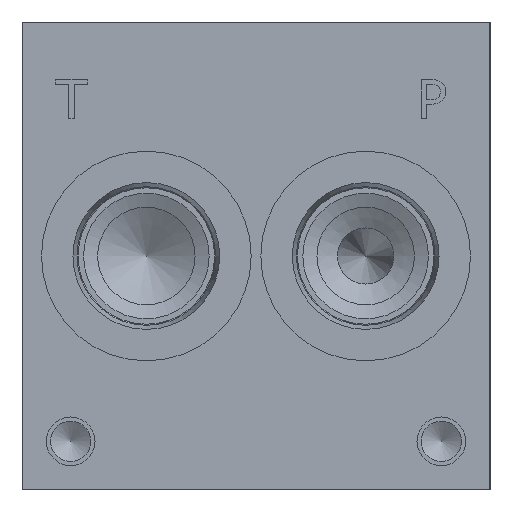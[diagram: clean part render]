
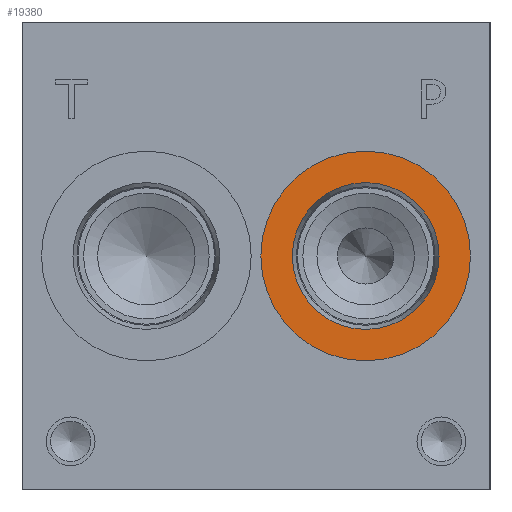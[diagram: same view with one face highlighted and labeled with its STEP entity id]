
A CAD part, left-side view. The second image highlights one B-rep face of the part: STEP entity #19380.
In plain terms, the highlighted planar face has unit normal (-1, 0, 0).
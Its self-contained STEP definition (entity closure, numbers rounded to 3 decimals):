
#939=CIRCLE('',#20799,17.069);
#940=CIRCLE('',#20800,17.069);
#941=CIRCLE('',#20801,11.951);
#1104=FACE_BOUND('',#4025,.T.);
#2863=FACE_OUTER_BOUND('',#4024,.T.);
#4024=EDGE_LOOP('',(#17078,#17079));
#4025=EDGE_LOOP('',(#17080));
#9151=VERTEX_POINT('',#33874);
#9152=VERTEX_POINT('',#33875);
#9153=VERTEX_POINT('',#33878);
#11843=EDGE_CURVE('',#9151,#9152,#939,.T.);
#11844=EDGE_CURVE('',#9152,#9151,#940,.T.);
#11845=EDGE_CURVE('',#9153,#9153,#941,.T.);
#17078=ORIENTED_EDGE('',*,*,#11843,.T.);
#17079=ORIENTED_EDGE('',*,*,#11844,.T.);
#17080=ORIENTED_EDGE('',*,*,#11845,.F.);
#17755=PLANE('',#20798);
#19380=ADVANCED_FACE('',(#2863,#1104),#17755,.T.);
#20798=AXIS2_PLACEMENT_3D('',#33873,#25187,#25188);
#20799=AXIS2_PLACEMENT_3D('',#33876,#25189,#25190);
#20800=AXIS2_PLACEMENT_3D('',#33877,#25191,#25192);
#20801=AXIS2_PLACEMENT_3D('',#33879,#25193,#25194);
#25187=DIRECTION('center_axis',(-1.,0.,0.));
#25188=DIRECTION('ref_axis',(0.,1.,0.));
#25189=DIRECTION('center_axis',(-1.,0.,0.));
#25190=DIRECTION('ref_axis',(0.,1.,0.));
#25191=DIRECTION('center_axis',(-1.,0.,0.));
#25192=DIRECTION('ref_axis',(0.,1.,0.));
#25193=DIRECTION('center_axis',(-1.,0.,0.));
#25194=DIRECTION('ref_axis',(0.,1.,0.));
#33873=CARTESIAN_POINT('Origin',(0.787,20.244,38.1));
#33874=CARTESIAN_POINT('',(0.787,37.313,38.1));
#33875=CARTESIAN_POINT('',(0.787,3.175,38.1));
#33876=CARTESIAN_POINT('Origin',(0.787,20.244,38.1));
#33877=CARTESIAN_POINT('Origin',(0.787,20.244,38.1));
#33878=CARTESIAN_POINT('',(0.787,8.293,38.1));
#33879=CARTESIAN_POINT('Origin',(0.787,20.244,38.1));
